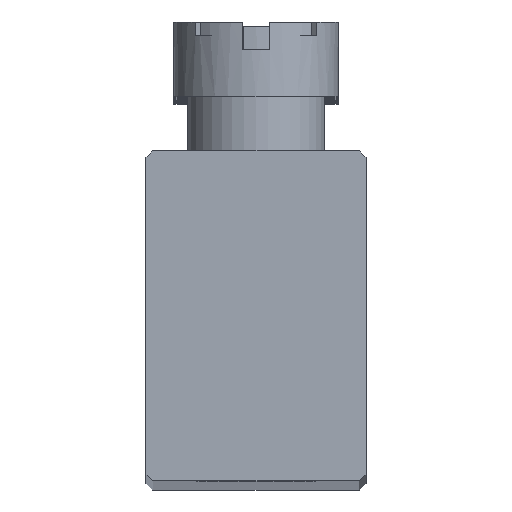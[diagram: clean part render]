
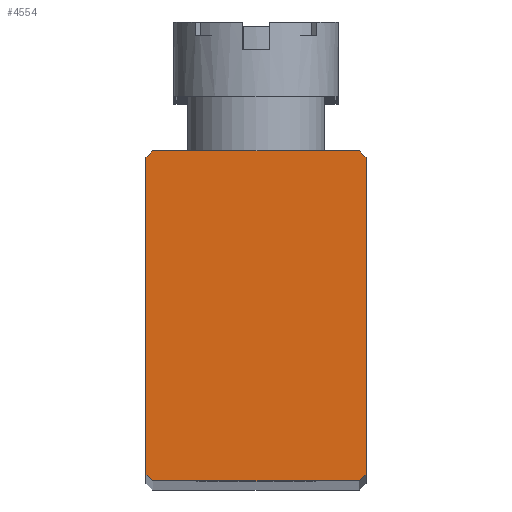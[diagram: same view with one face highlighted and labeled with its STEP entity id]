
A CAD part, top view. The second image highlights one B-rep face of the part: STEP entity #4554.
In plain terms, the highlighted planar face has unit normal (0, 0, 1).
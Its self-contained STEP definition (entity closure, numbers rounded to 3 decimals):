
#5 = PLANE ( 'NONE',  #6583 ) ;
#312 = VECTOR ( 'NONE', #3264, 1000. ) ;
#468 = ORIENTED_EDGE ( 'NONE', *, *, #612, .T. ) ;
#496 = DIRECTION ( 'NONE',  ( -1., 0., 0. ) ) ;
#499 = LINE ( 'NONE', #647, #7192 ) ;
#533 = ORIENTED_EDGE ( 'NONE', *, *, #7088, .T. ) ;
#612 = EDGE_CURVE ( 'NONE', #2337, #4478, #499, .T. ) ;
#615 = VERTEX_POINT ( 'NONE', #6049 ) ;
#647 = CARTESIAN_POINT ( 'NONE',  ( -4., 6., 94.5 ) ) ;
#1203 = CARTESIAN_POINT ( 'NONE',  ( 3.75, -6., 94.5 ) ) ;
#2239 = EDGE_LOOP ( 'NONE', ( #468, #9971, #533, #4045, #11225, #4083, #2539, #2684 ) ) ;
#2337 = VERTEX_POINT ( 'NONE', #6201 ) ;
#2472 = LINE ( 'NONE', #7341, #4577 ) ;
#2539 = ORIENTED_EDGE ( 'NONE', *, *, #3284, .T. ) ;
#2565 = VECTOR ( 'NONE', #7624, 1000. ) ;
#2684 = ORIENTED_EDGE ( 'NONE', *, *, #7367, .T. ) ;
#2827 = LINE ( 'NONE', #7662, #2565 ) ;
#3050 = CARTESIAN_POINT ( 'NONE',  ( -9.875, -0.125, 94.5 ) ) ;
#3264 = DIRECTION ( 'NONE',  ( 1., 0., 0. ) ) ;
#3284 = EDGE_CURVE ( 'NONE', #6600, #8623, #7107, .T. ) ;
#3364 = CARTESIAN_POINT ( 'NONE',  ( 4., -5.75, 94.5 ) ) ;
#3389 = VECTOR ( 'NONE', #7349, 1000. ) ;
#3846 = CARTESIAN_POINT ( 'NONE',  ( -3.75, -6., 94.5 ) ) ;
#3988 = DIRECTION ( 'NONE',  ( -0.707, -0.707, 0. ) ) ;
#4045 = ORIENTED_EDGE ( 'NONE', *, *, #7236, .T. ) ;
#4083 = ORIENTED_EDGE ( 'NONE', *, *, #7354, .T. ) ;
#4478 = VERTEX_POINT ( 'NONE', #10601 ) ;
#4532 = DIRECTION ( 'NONE',  ( 1., 0., 0. ) ) ;
#4554 = ADVANCED_FACE ( 'NONE', ( #8767 ), #5, .T. ) ;
#4577 = VECTOR ( 'NONE', #8251, 1000. ) ;
#4698 = DIRECTION ( 'NONE',  ( 0.707, 0.707, 0. ) ) ;
#4952 = LINE ( 'NONE', #3050, #7156 ) ;
#5113 = LINE ( 'NONE', #10425, #312 ) ;
#5537 = VECTOR ( 'NONE', #4698, 1000. ) ;
#5730 = EDGE_CURVE ( 'NONE', #6797, #615, #2472, .T. ) ;
#6049 = CARTESIAN_POINT ( 'NONE',  ( 4., 5.75, 94.5 ) ) ;
#6201 = CARTESIAN_POINT ( 'NONE',  ( -4., 5.75, 94.5 ) ) ;
#6583 = AXIS2_PLACEMENT_3D ( 'NONE', #8202, #9937, #4532 ) ;
#6600 = VERTEX_POINT ( 'NONE', #11086 ) ;
#6797 = VERTEX_POINT ( 'NONE', #3364 ) ;
#7032 = DIRECTION ( 'NONE',  ( 0., -1., 0. ) ) ;
#7088 = EDGE_CURVE ( 'NONE', #7935, #9913, #5113, .T. ) ;
#7107 = LINE ( 'NONE', #7729, #9202 ) ;
#7156 = VECTOR ( 'NONE', #3988, 1000. ) ;
#7192 = VECTOR ( 'NONE', #7032, 1000. ) ;
#7220 = EDGE_CURVE ( 'NONE', #4478, #7935, #10497, .T. ) ;
#7236 = EDGE_CURVE ( 'NONE', #9913, #6797, #10247, .T. ) ;
#7341 = CARTESIAN_POINT ( 'NONE',  ( 4., 6., 94.5 ) ) ;
#7349 = DIRECTION ( 'NONE',  ( 0.707, -0.707, 0. ) ) ;
#7354 = EDGE_CURVE ( 'NONE', #615, #6600, #2827, .T. ) ;
#7367 = EDGE_CURVE ( 'NONE', #8623, #2337, #4952, .T. ) ;
#7624 = DIRECTION ( 'NONE',  ( -0.707, 0.707, 0. ) ) ;
#7662 = CARTESIAN_POINT ( 'NONE',  ( 5.875, 3.875, 94.5 ) ) ;
#7729 = CARTESIAN_POINT ( 'NONE',  ( -4., 6., 94.5 ) ) ;
#7935 = VERTEX_POINT ( 'NONE', #3846 ) ;
#8202 = CARTESIAN_POINT ( 'NONE',  ( -4., -6., 94.5 ) ) ;
#8251 = DIRECTION ( 'NONE',  ( 0., 1., 0. ) ) ;
#8260 = CARTESIAN_POINT ( 'NONE',  ( -3.875, -5.875, 94.5 ) ) ;
#8623 = VERTEX_POINT ( 'NONE', #9826 ) ;
#8767 = FACE_OUTER_BOUND ( 'NONE', #2239, .T. ) ;
#9202 = VECTOR ( 'NONE', #496, 1000. ) ;
#9826 = CARTESIAN_POINT ( 'NONE',  ( -3.75, 6., 94.5 ) ) ;
#9913 = VERTEX_POINT ( 'NONE', #1203 ) ;
#9937 = DIRECTION ( 'NONE',  ( 0., 0., 1. ) ) ;
#9971 = ORIENTED_EDGE ( 'NONE', *, *, #7220, .T. ) ;
#10073 = CARTESIAN_POINT ( 'NONE',  ( -0.125, -9.875, 94.5 ) ) ;
#10247 = LINE ( 'NONE', #10073, #5537 ) ;
#10425 = CARTESIAN_POINT ( 'NONE',  ( -4., -6., 94.5 ) ) ;
#10497 = LINE ( 'NONE', #8260, #3389 ) ;
#10601 = CARTESIAN_POINT ( 'NONE',  ( -4., -5.75, 94.5 ) ) ;
#11086 = CARTESIAN_POINT ( 'NONE',  ( 3.75, 6., 94.5 ) ) ;
#11225 = ORIENTED_EDGE ( 'NONE', *, *, #5730, .T. ) ;
